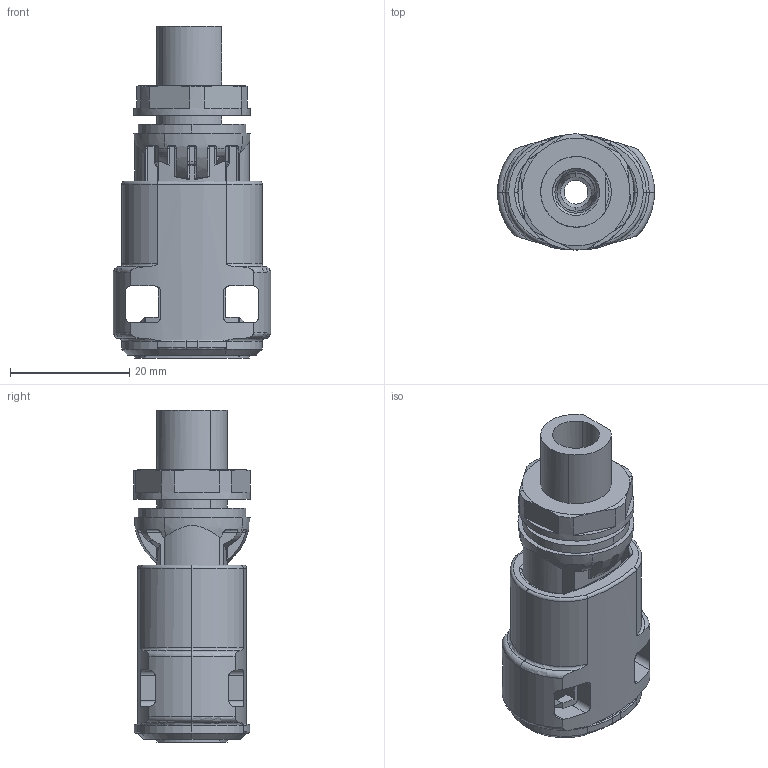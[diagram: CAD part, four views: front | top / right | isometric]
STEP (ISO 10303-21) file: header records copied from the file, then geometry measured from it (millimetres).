
FILE_DESCRIPTION(('CATIA V5 STEP Exchange','CAx-IF Rec.Pracs.--- Model Styling and Organization---1.5--- 2016-08-15','CAx-IF Rec.Pracs.---Supplemental Geometry---1.0---2011-11-01','CAx-IF Rec.Pracs.--- Composite Materials ---1.1---2010-07-15'),'2;1');
FILE_NAME ('2026125-2_1', '2024-12-12T05:17:54+00:00', ('none'), ('Weidmueller'), 'CATIA Version 5-6 Release 2022 SP4 HF5', 'CATIA V5 STEP AP214 v3', 'none');
FILE_SCHEMA(('AUTOMOTIVE_DESIGN { 1 0 10303 214 1 1 1 1 }'));
Length unit declared in the file: millimetre
Products named in the file (1): 3035710000
Bounding box: 26.4 x 19.49 x 55.75 mm (x, y, z)
Volume: 11178.6 mm3; surface area: 10980.1 mm2
Topology: 1 solids, 1 shells, 579 faces, 1568 edges, 964 vertices
Faces by surface type: cylinder 172, plane 143, torus 72, bspline 70, cone 65, extrusion 32, sphere 25
Entity records: 24018 total; most frequent: CARTESIAN_POINT 10680, ORIENTED_EDGE 3096, DIRECTION 1837, EDGE_CURVE 1548, VERTEX_POINT 964, AXIS2_PLACEMENT_3D 841, VECTOR 604, EDGE_LOOP 596
